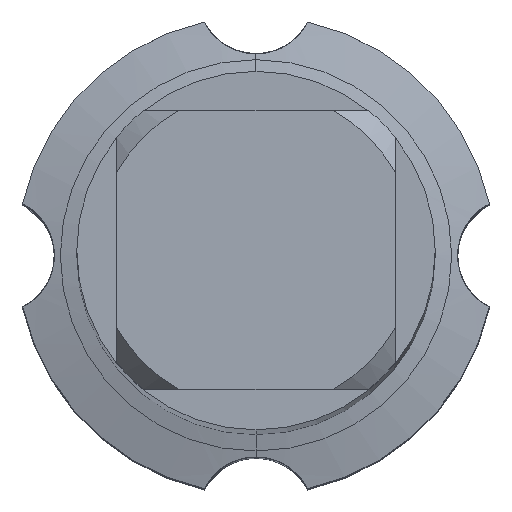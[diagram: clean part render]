
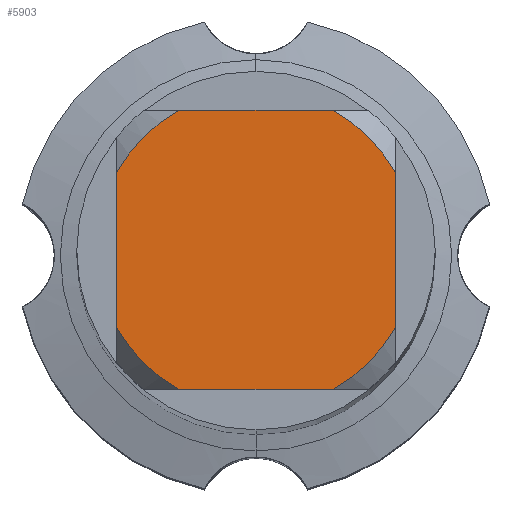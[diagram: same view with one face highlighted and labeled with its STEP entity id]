
A CAD part, top view. The second image highlights one B-rep face of the part: STEP entity #5903.
In plain terms, the highlighted planar face has unit normal (0, 0, 1).
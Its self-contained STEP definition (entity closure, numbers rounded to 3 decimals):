
#2587=EDGE_CURVE('',#6267,#6999,#7315,.T.);
#2767=VERTEX_POINT('',#7509);
#2877=EDGE_CURVE('',#4239,#2767,#7631,.T.);
#3051=EDGE_CURVE('',#3107,#2767,#7820,.T.);
#3107=VERTEX_POINT('',#7882);
#3111=EDGE_CURVE('',#3107,#6999,#7886,.T.);
#4221=VERTEX_POINT('',#9095);
#4239=VERTEX_POINT('',#9115);
#4507=VERTEX_POINT('',#9409);
#4617=EDGE_CURVE('',#4507,#6201,#9530,.T.);
#5903=ADVANCED_FACE('',(#10930),#10931,.T.);
#6157=EDGE_CURVE('',#4239,#4221,#11209,.T.);
#6173=EDGE_CURVE('',#4507,#4221,#11225,.T.);
#6201=VERTEX_POINT('',#11254);
#6267=VERTEX_POINT('',#11325);
#6785=EDGE_CURVE('',#6267,#6201,#11877,.T.);
#6999=VERTEX_POINT('',#12107);
#7315=LINE('',#12632,#12633);
#7509=CARTESIAN_POINT('',(-1.936,3.5,0.0));
#7631=CIRCLE('',#13246,4.0);
#7820=LINE('',#13643,#13644);
#7882=CARTESIAN_POINT('',(1.936,3.5,0.0));
#7886=CIRCLE('',#13756,4.0);
#9095=CARTESIAN_POINT('',(-3.5,-1.936,0.0));
#9115=CARTESIAN_POINT('',(-3.5,1.936,0.0));
#9409=CARTESIAN_POINT('',(-1.936,-3.5,0.0));
#9530=LINE('',#16802,#16803);
#10930=FACE_OUTER_BOUND('',#19409,.T.);
#10931=PLANE('',#19410);
#11209=LINE('',#19944,#19945);
#11225=CIRCLE('',#19969,4.0);
#11254=CARTESIAN_POINT('',(1.936,-3.5,0.0));
#11325=CARTESIAN_POINT('',(3.5,-1.936,0.0));
#11877=CIRCLE('',#21137,4.0);
#12107=CARTESIAN_POINT('',(3.5,1.936,0.0));
#12632=CARTESIAN_POINT('',(3.5,1.0,0.0));
#12633=VECTOR('',#21973,1.0);
#13246=AXIS2_PLACEMENT_3D('',#22297,#22298,#22299);
#13643=CARTESIAN_POINT('',(0.0,3.5,0.0));
#13644=VECTOR('',#22493,1.0);
#13756=AXIS2_PLACEMENT_3D('',#22556,#22557,#22558);
#16802=CARTESIAN_POINT('',(0.0,-3.5,0.0));
#16803=VECTOR('',#24508,1.0);
#19409=EDGE_LOOP('',(#26025,#26026,#26027,#26028,#26029,#26030,#26031,#26032));
#19410=AXIS2_PLACEMENT_3D('',#26033,#26034,#26035);
#19944=CARTESIAN_POINT('',(-3.5,1.0,0.0));
#19945=VECTOR('',#26307,1.0);
#19969=AXIS2_PLACEMENT_3D('',#26311,#26312,#26313);
#21137=AXIS2_PLACEMENT_3D('',#26865,#26866,#26867);
#21973=DIRECTION('',(-0.0,1.0,0.0));
#22297=CARTESIAN_POINT('',(0.0,0.0,0.0));
#22298=DIRECTION('',(0.0,0.0,-1.0));
#22299=DIRECTION('',(0.0,1.0,0.0));
#22493=DIRECTION('',(-1.0,0.0,0.0));
#22556=CARTESIAN_POINT('',(0.0,0.0,0.0));
#22557=DIRECTION('',(0.0,0.0,-1.0));
#22558=DIRECTION('',(0.0,1.0,0.0));
#24508=DIRECTION('',(1.0,0.0,0.0));
#26025=ORIENTED_EDGE('',*,*,#6157,.T.);
#26026=ORIENTED_EDGE('',*,*,#6173,.F.);
#26027=ORIENTED_EDGE('',*,*,#4617,.T.);
#26028=ORIENTED_EDGE('',*,*,#6785,.F.);
#26029=ORIENTED_EDGE('',*,*,#2587,.T.);
#26030=ORIENTED_EDGE('',*,*,#3111,.F.);
#26031=ORIENTED_EDGE('',*,*,#3051,.T.);
#26032=ORIENTED_EDGE('',*,*,#2877,.F.);
#26033=CARTESIAN_POINT('',(0.0,2.0,0.0));
#26034=DIRECTION('',(-0.0,0.0,1.0));
#26035=DIRECTION('',(0.0,-1.0,0.0));
#26307=DIRECTION('',(-0.0,-1.0,0.0));
#26311=CARTESIAN_POINT('',(0.0,0.0,0.0));
#26312=DIRECTION('',(0.0,0.0,-1.0));
#26313=DIRECTION('',(0.0,1.0,0.0));
#26865=CARTESIAN_POINT('',(0.0,0.0,0.0));
#26866=DIRECTION('',(0.0,0.0,-1.0));
#26867=DIRECTION('',(0.0,1.0,0.0));
